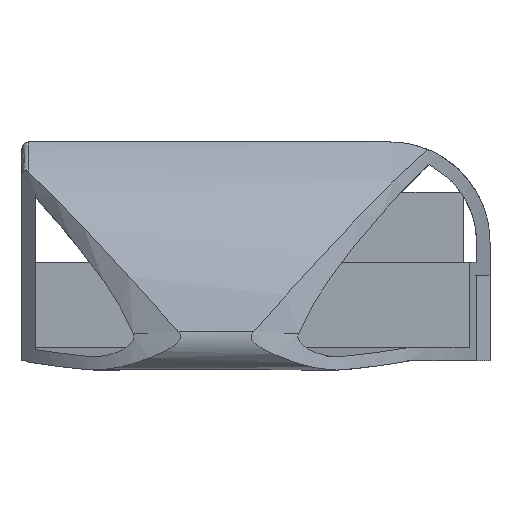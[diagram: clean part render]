
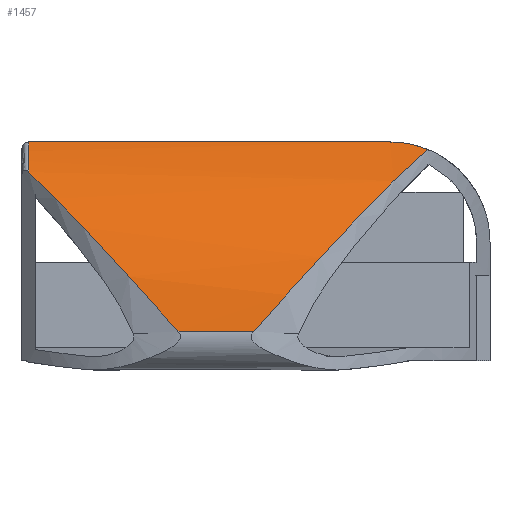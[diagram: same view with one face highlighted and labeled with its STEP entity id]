
A CAD part, front view. The second image highlights one B-rep face of the part: STEP entity #1457.
In plain terms, the highlighted cylindrical face has radius 40.39 mm (diameter 80.78 mm), a partial arc.
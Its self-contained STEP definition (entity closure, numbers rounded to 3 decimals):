
#27=CIRCLE('',#1572,40.39);
#41=CYLINDRICAL_SURFACE('',#1592,40.39);
#58=B_SPLINE_CURVE_WITH_KNOTS('',3,(#2140,#2141,#2142,#2143,#2144,#2145,
#2146,#2147,#2148,#2149,#2150,#2151,#2152,#2153),.UNSPECIFIED.,.F.,.F.,
(4,2,2,2,2,2,4),(15.195,15.459,16.11,16.76,
17.579,18.397,18.686),.UNSPECIFIED.);
#64=B_SPLINE_CURVE_WITH_KNOTS('',3,(#2249,#2250,#2251,#2252,#2253,#2254,
#2255,#2256,#2257,#2258,#2259,#2260,#2261,#2262,#2263,#2264),
 .UNSPECIFIED.,.F.,.F.,(4,2,2,2,2,2,2,4),(9.,9.1,
9.918,10.737,11.556,12.206,12.857,
13.121),.UNSPECIFIED.);
#71=B_SPLINE_CURVE_WITH_KNOTS('',3,(#2480,#2481,#2482,#2483,#2484,#2485,
#2486,#2487),.UNSPECIFIED.,.F.,.F.,(4,2,2,4),(5.066,5.371,
5.675,5.686),.UNSPECIFIED.);
#203=FACE_OUTER_BOUND('',#282,.T.);
#282=EDGE_LOOP('',(#1218,#1219,#1220,#1221,#1222,#1223));
#416=LINE('',#2455,#565);
#428=LINE('',#2478,#577);
#565=VECTOR('',#1827,10.);
#577=VECTOR('',#1857,10.);
#663=VERTEX_POINT('',#2113);
#664=VERTEX_POINT('',#2139);
#677=VERTEX_POINT('',#2235);
#678=VERTEX_POINT('',#2248);
#700=VERTEX_POINT('',#2395);
#715=VERTEX_POINT('',#2454);
#816=EDGE_CURVE('',#663,#664,#58,.T.);
#830=EDGE_CURVE('',#677,#678,#64,.T.);
#861=EDGE_CURVE('',#664,#700,#27,.T.);
#886=EDGE_CURVE('',#700,#715,#416,.T.);
#898=EDGE_CURVE('',#663,#678,#428,.T.);
#899=EDGE_CURVE('',#715,#677,#71,.T.);
#1218=ORIENTED_EDGE('',*,*,#830,.F.);
#1219=ORIENTED_EDGE('',*,*,#899,.F.);
#1220=ORIENTED_EDGE('',*,*,#886,.F.);
#1221=ORIENTED_EDGE('',*,*,#861,.F.);
#1222=ORIENTED_EDGE('',*,*,#816,.F.);
#1223=ORIENTED_EDGE('',*,*,#898,.T.);
#1457=ADVANCED_FACE('',(#203),#41,.T.);
#1572=AXIS2_PLACEMENT_3D('',#2396,#1786,#1787);
#1592=AXIS2_PLACEMENT_3D('',#2479,#1858,#1859);
#1786=DIRECTION('center_axis',(-1.,0.,0.));
#1787=DIRECTION('ref_axis',(0.,-0.824,0.567));
#1827=DIRECTION('',(1.,0.,0.));
#1857=DIRECTION('',(1.,0.,0.));
#1858=DIRECTION('center_axis',(1.,0.,0.));
#1859=DIRECTION('ref_axis',(0.,-0.505,0.863));
#2113=CARTESIAN_POINT('',(8.332,-79.464,11.697));
#2139=CARTESIAN_POINT('',(-14.,-66.259,35.486));
#2140=CARTESIAN_POINT('Ctrl Pts',(8.332,-79.464,11.697));
#2141=CARTESIAN_POINT('Ctrl Pts',(7.82,-79.37,12.265));
#2142=CARTESIAN_POINT('Ctrl Pts',(7.293,-79.261,12.851));
#2143=CARTESIAN_POINT('Ctrl Pts',(5.441,-78.827,14.914));
#2144=CARTESIAN_POINT('Ctrl Pts',(4.037,-78.41,16.479));
#2145=CARTESIAN_POINT('Ctrl Pts',(1.198,-77.348,19.625));
#2146=CARTESIAN_POINT('Ctrl Pts',(-0.236,-76.703,
21.205));
#2147=CARTESIAN_POINT('Ctrl Pts',(-3.358,-75.061,24.603));
#2148=CARTESIAN_POINT('Ctrl Pts',(-5.148,-73.947,26.525));
#2149=CARTESIAN_POINT('Ctrl Pts',(-8.714,-71.317,30.258));
#2150=CARTESIAN_POINT('Ctrl Pts',(-10.489,-69.801,32.07));
#2151=CARTESIAN_POINT('Ctrl Pts',(-12.812,-67.514,34.348));
#2152=CARTESIAN_POINT('Ctrl Pts',(-13.41,-66.896,34.926));
#2153=CARTESIAN_POINT('Ctrl Pts',(-14.,-66.259,35.486));
#2235=CARTESIAN_POINT('',(45.717,-61.823,38.868));
#2248=CARTESIAN_POINT('',(19.668,-79.464,11.697));
#2249=CARTESIAN_POINT('Ctrl Pts',(45.717,-61.823,38.868));
#2250=CARTESIAN_POINT('Ctrl Pts',(45.53,-62.069,38.706));
#2251=CARTESIAN_POINT('Ctrl Pts',(45.341,-62.314,38.541));
#2252=CARTESIAN_POINT('Ctrl Pts',(43.586,-64.55,36.997));
#2253=CARTESIAN_POINT('Ctrl Pts',(41.925,-66.418,35.439));
#2254=CARTESIAN_POINT('Ctrl Pts',(38.489,-69.801,32.07));
#2255=CARTESIAN_POINT('Ctrl Pts',(36.714,-71.317,30.258));
#2256=CARTESIAN_POINT('Ctrl Pts',(33.148,-73.947,26.525));
#2257=CARTESIAN_POINT('Ctrl Pts',(31.358,-75.061,24.603));
#2258=CARTESIAN_POINT('Ctrl Pts',(28.236,-76.703,21.205));
#2259=CARTESIAN_POINT('Ctrl Pts',(26.802,-77.348,19.625));
#2260=CARTESIAN_POINT('Ctrl Pts',(23.963,-78.41,16.479));
#2261=CARTESIAN_POINT('Ctrl Pts',(22.559,-78.827,14.914));
#2262=CARTESIAN_POINT('Ctrl Pts',(20.707,-79.261,12.851));
#2263=CARTESIAN_POINT('Ctrl Pts',(20.18,-79.37,12.265));
#2264=CARTESIAN_POINT('Ctrl Pts',(19.668,-79.464,11.697));
#2395=CARTESIAN_POINT('',(-14.,-60.,40.));
#2396=CARTESIAN_POINT('Origin',(-14.,-39.61,5.134));
#2454=CARTESIAN_POINT('',(40.,-60.,40.));
#2455=CARTESIAN_POINT('',(0.,-60.,40.));
#2478=CARTESIAN_POINT('',(0.,-79.464,11.697));
#2479=CARTESIAN_POINT('Origin',(0.,-39.61,5.134));
#2480=CARTESIAN_POINT('Ctrl Pts',(40.,-60.,40.));
#2481=CARTESIAN_POINT('Ctrl Pts',(41.015,-60.,40.));
#2482=CARTESIAN_POINT('Ctrl Pts',(42.,-60.178,39.897));
#2483=CARTESIAN_POINT('Ctrl Pts',(43.882,-60.801,39.521));
#2484=CARTESIAN_POINT('Ctrl Pts',(44.78,-61.245,39.247));
#2485=CARTESIAN_POINT('Ctrl Pts',(45.656,-61.785,38.893));
#2486=CARTESIAN_POINT('Ctrl Pts',(45.686,-61.804,38.88));
#2487=CARTESIAN_POINT('Ctrl Pts',(45.717,-61.823,38.868));
